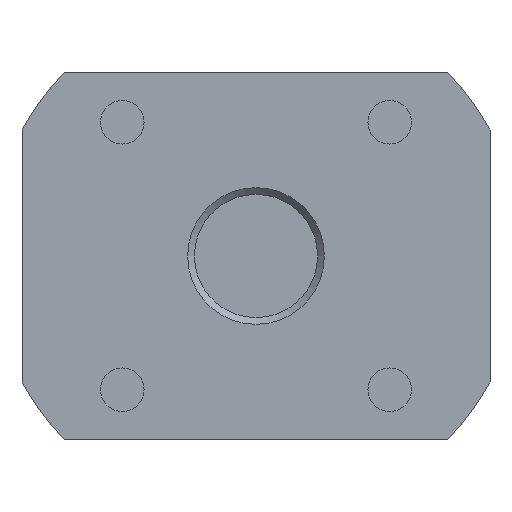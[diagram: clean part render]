
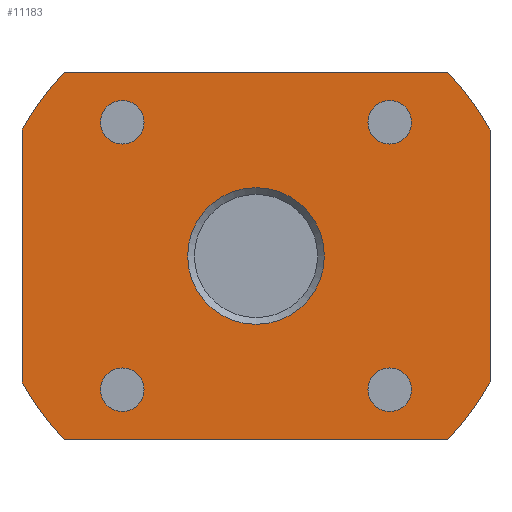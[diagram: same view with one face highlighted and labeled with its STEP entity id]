
A CAD part, front view. The second image highlights one B-rep face of the part: STEP entity #11183.
In plain terms, the highlighted planar face has unit normal (0, -1, 0).
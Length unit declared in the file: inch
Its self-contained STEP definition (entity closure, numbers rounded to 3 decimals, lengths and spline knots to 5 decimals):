
#10910=CARTESIAN_POINT('',(0.8375,0.,-1.0));
#10911=VERTEX_POINT('',#10910);
#10912=CARTESIAN_POINT('',(1.0,0.,-1.0));
#10913=DIRECTION('',(0.0,1.0,0.0));
#10914=DIRECTION('',(-1.0,0.0,0.0));
#10915=AXIS2_PLACEMENT_3D('',#10912,#10913,#10914);
#10916=CIRCLE('',#10915,0.1625);
#10917=EDGE_CURVE('',#10911,#10911,#10916,.T.);
#10951=CARTESIAN_POINT('',(-1.1625,0.,-1.));
#10952=VERTEX_POINT('',#10951);
#10953=CARTESIAN_POINT('',(-1.0,0.,-1.0));
#10954=DIRECTION('',(0.0,1.0,0.0));
#10955=DIRECTION('',(-1.0,0.0,0.0));
#10956=AXIS2_PLACEMENT_3D('',#10953,#10954,#10955);
#10957=CIRCLE('',#10956,0.1625);
#10958=EDGE_CURVE('',#10952,#10952,#10957,.T.);
#10992=CARTESIAN_POINT('',(0.8375,0.,1.0));
#10993=VERTEX_POINT('',#10992);
#10994=CARTESIAN_POINT('',(1.0,0.,1.0));
#10995=DIRECTION('',(0.0,1.0,0.0));
#10996=DIRECTION('',(-1.0,0.0,0.0));
#10997=AXIS2_PLACEMENT_3D('',#10994,#10995,#10996);
#10998=CIRCLE('',#10997,0.1625);
#10999=EDGE_CURVE('',#10993,#10993,#10998,.T.);
#11041=CARTESIAN_POINT('',(-1.1625,0.,1.));
#11042=VERTEX_POINT('',#11041);
#11043=CARTESIAN_POINT('',(-1.0,0.,1.0));
#11044=DIRECTION('',(0.0,1.0,0.0));
#11045=DIRECTION('',(-1.0,0.0,0.0));
#11046=AXIS2_PLACEMENT_3D('',#11043,#11044,#11045);
#11047=CIRCLE('',#11046,0.1625);
#11048=EDGE_CURVE('',#11042,#11042,#11047,.T.);
#11069=CARTESIAN_POINT('',(-0.51094,0.,0.));
#11070=VERTEX_POINT('',#11069);
#11071=CARTESIAN_POINT('',(0.0,0.0,0.0));
#11072=DIRECTION('',(0.0,-1.0,0.0));
#11073=DIRECTION('',(1.0,0.0,0.0));
#11074=AXIS2_PLACEMENT_3D('',#11071,#11072,#11073);
#11075=CIRCLE('',#11074,0.51094);
#11076=EDGE_CURVE('',#11070,#11070,#11075,.T.);
#11093=CARTESIAN_POINT('',(0.,0.,0.));
#11094=DIRECTION('',(0.0,1.0,0.0));
#11095=DIRECTION('',(0.0,0.0,-1.0));
#11096=AXIS2_PLACEMENT_3D('',#11093,#11094,#11095);
#11097=PLANE('',#11096);
#11098=CARTESIAN_POINT('',(1.43511,0.,1.375));
#11099=VERTEX_POINT('',#11098);
#11100=CARTESIAN_POINT('',(1.75,0.,0.94216));
#11101=VERTEX_POINT('',#11100);
#11102=CARTESIAN_POINT('',(0.0,0.0,0.0));
#11103=DIRECTION('',(0.0,1.0,0.0));
#11104=DIRECTION('',(1.0,0.0,0.0));
#11105=AXIS2_PLACEMENT_3D('',#11102,#11103,#11104);
#11106=CIRCLE('',#11105,1.9875);
#11107=EDGE_CURVE('',#11099,#11101,#11106,.T.);
#11108=ORIENTED_EDGE('',*,*,#11107,.F.);
#11109=CARTESIAN_POINT('',(-1.43511,0.,1.375));
#11110=VERTEX_POINT('',#11109);
#11111=CARTESIAN_POINT('',(-1.43511,0.,1.375));
#11112=DIRECTION('',(1.0,0.0,0.0));
#11113=VECTOR('',#11112,2.87021);
#11114=LINE('',#11111,#11113);
#11115=EDGE_CURVE('',#11110,#11099,#11114,.T.);
#11116=ORIENTED_EDGE('',*,*,#11115,.F.);
#11117=CARTESIAN_POINT('',(-1.75,0.,0.94216));
#11118=VERTEX_POINT('',#11117);
#11119=CARTESIAN_POINT('',(0.0,0.0,0.0));
#11120=DIRECTION('',(0.0,1.0,0.0));
#11121=DIRECTION('',(1.0,0.0,0.0));
#11122=AXIS2_PLACEMENT_3D('',#11119,#11120,#11121);
#11123=CIRCLE('',#11122,1.9875);
#11124=EDGE_CURVE('',#11118,#11110,#11123,.T.);
#11125=ORIENTED_EDGE('',*,*,#11124,.F.);
#11126=CARTESIAN_POINT('',(-1.75,0.,-0.94216));
#11127=VERTEX_POINT('',#11126);
#11128=CARTESIAN_POINT('',(-1.75,0.,-0.94216));
#11129=DIRECTION('',(0.0,0.0,1.0));
#11130=VECTOR('',#11129,1.88431);
#11131=LINE('',#11128,#11130);
#11132=EDGE_CURVE('',#11127,#11118,#11131,.T.);
#11133=ORIENTED_EDGE('',*,*,#11132,.F.);
#11134=CARTESIAN_POINT('',(-1.43511,0.,-1.375));
#11135=VERTEX_POINT('',#11134);
#11136=CARTESIAN_POINT('',(0.0,0.0,0.0));
#11137=DIRECTION('',(0.0,1.0,0.0));
#11138=DIRECTION('',(1.0,0.0,0.0));
#11139=AXIS2_PLACEMENT_3D('',#11136,#11137,#11138);
#11140=CIRCLE('',#11139,1.9875);
#11141=EDGE_CURVE('',#11135,#11127,#11140,.T.);
#11142=ORIENTED_EDGE('',*,*,#11141,.F.);
#11143=CARTESIAN_POINT('',(1.43511,0.,-1.375));
#11144=VERTEX_POINT('',#11143);
#11145=CARTESIAN_POINT('',(1.43511,0.,-1.375));
#11146=DIRECTION('',(-1.0,0.0,0.0));
#11147=VECTOR('',#11146,2.87021);
#11148=LINE('',#11145,#11147);
#11149=EDGE_CURVE('',#11144,#11135,#11148,.T.);
#11150=ORIENTED_EDGE('',*,*,#11149,.F.);
#11151=CARTESIAN_POINT('',(1.75,0.,-0.94216));
#11152=VERTEX_POINT('',#11151);
#11153=CARTESIAN_POINT('',(0.0,0.0,0.0));
#11154=DIRECTION('',(0.0,1.0,0.0));
#11155=DIRECTION('',(1.0,0.0,0.0));
#11156=AXIS2_PLACEMENT_3D('',#11153,#11154,#11155);
#11157=CIRCLE('',#11156,1.9875);
#11158=EDGE_CURVE('',#11152,#11144,#11157,.T.);
#11159=ORIENTED_EDGE('',*,*,#11158,.F.);
#11160=CARTESIAN_POINT('',(1.75,0.,0.94216));
#11161=DIRECTION('',(0.0,0.0,-1.0));
#11162=VECTOR('',#11161,1.88431);
#11163=LINE('',#11160,#11162);
#11164=EDGE_CURVE('',#11101,#11152,#11163,.T.);
#11165=ORIENTED_EDGE('',*,*,#11164,.F.);
#11166=EDGE_LOOP('',(#11108,#11116,#11125,#11133,#11142,#11150,#11159,#11165));
#11167=FACE_OUTER_BOUND('',#11166,.T.);
#11168=ORIENTED_EDGE('',*,*,#10917,.T.);
#11169=EDGE_LOOP('',(#11168));
#11170=FACE_BOUND('',#11169,.T.);
#11171=ORIENTED_EDGE('',*,*,#10958,.T.);
#11172=EDGE_LOOP('',(#11171));
#11173=FACE_BOUND('',#11172,.T.);
#11174=ORIENTED_EDGE('',*,*,#10999,.T.);
#11175=EDGE_LOOP('',(#11174));
#11176=FACE_BOUND('',#11175,.T.);
#11177=ORIENTED_EDGE('',*,*,#11048,.T.);
#11178=EDGE_LOOP('',(#11177));
#11179=FACE_BOUND('',#11178,.T.);
#11180=ORIENTED_EDGE('',*,*,#11076,.F.);
#11181=EDGE_LOOP('',(#11180));
#11182=FACE_BOUND('',#11181,.T.);
#11183=ADVANCED_FACE('',(#11167,#11170,#11173,#11176,#11179,#11182),#11097,.F.);
